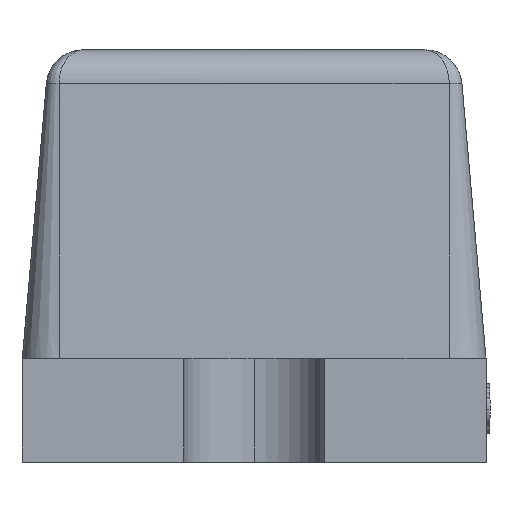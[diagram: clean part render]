
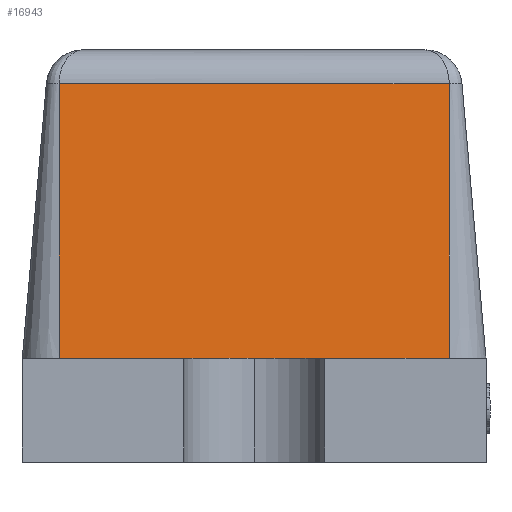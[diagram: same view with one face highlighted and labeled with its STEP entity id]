
A CAD part, left-side view. The second image highlights one B-rep face of the part: STEP entity #16943.
In plain terms, the highlighted planar face has unit normal (-0.996, 0, 0.087).
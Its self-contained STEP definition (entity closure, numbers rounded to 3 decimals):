
#20 = AXIS2_PLACEMENT_3D ( 'NONE', #13437, #13251, #842 ) ;
#112 = LINE ( 'NONE', #12235, #278 ) ;
#181 = CARTESIAN_POINT ( 'NONE',  ( -0.699, 0.462, 0.269 ) ) ;
#278 = VECTOR ( 'NONE', #4012, 1000. ) ;
#622 = CARTESIAN_POINT ( 'NONE',  ( -0.7, -0.462, 0.26 ) ) ;
#639 = CARTESIAN_POINT ( 'NONE',  ( -0.634, 0.525, 1.009 ) ) ;
#659 = VERTEX_POINT ( 'NONE', #7509 ) ;
#764 = VECTOR ( 'NONE', #6261, 1000. ) ;
#842 = DIRECTION ( 'NONE',  ( -0.087, 0., -0.996 ) ) ;
#863 = VERTEX_POINT ( 'NONE', #15762 ) ;
#1502 = VERTEX_POINT ( 'NONE', #12758 ) ;
#1558 = ORIENTED_EDGE ( 'NONE', *, *, #10850, .T. ) ;
#1611 = DIRECTION ( 'NONE',  ( 0., -1., 0. ) ) ;
#1642 = CARTESIAN_POINT ( 'NONE',  ( -0.699, -0.462, 0.27 ) ) ;
#1733 = VERTEX_POINT ( 'NONE', #10800 ) ;
#1807 = CARTESIAN_POINT ( 'NONE',  ( -0.7, 0.525, 0.26 ) ) ;
#2198 = VERTEX_POINT ( 'NONE', #10943 ) ;
#2458 = EDGE_CURVE ( 'NONE', #1733, #863, #4243, .T. ) ;
#2551 = ORIENTED_EDGE ( 'NONE', *, *, #2458, .T. ) ;
#2777 = VECTOR ( 'NONE', #14031, 1000. ) ;
#3318 = FACE_OUTER_BOUND ( 'NONE', #12290, .T. ) ;
#3577 = ORIENTED_EDGE ( 'NONE', *, *, #11128, .T. ) ;
#3884 = VERTEX_POINT ( 'NONE', #8217 ) ;
#3908 = ORIENTED_EDGE ( 'NONE', *, *, #15791, .T. ) ;
#4012 = DIRECTION ( 'NONE',  ( -0.087, 0., -0.996 ) ) ;
#4243 = LINE ( 'NONE', #9623, #15184 ) ;
#5049 = ORIENTED_EDGE ( 'NONE', *, *, #12885, .T. ) ;
#5135 = ORIENTED_EDGE ( 'NONE', *, *, #10813, .F. ) ;
#5824 = LINE ( 'NONE', #1807, #8048 ) ;
#5911 = LINE ( 'NONE', #8353, #6851 ) ;
#6261 = DIRECTION ( 'NONE',  ( -0.087, 0., -0.996 ) ) ;
#6729 = VERTEX_POINT ( 'NONE', #8690 ) ;
#6777 = DIRECTION ( 'NONE',  ( 0., 1., 0. ) ) ;
#6795 = VERTEX_POINT ( 'NONE', #15677 ) ;
#6851 = VECTOR ( 'NONE', #15430, 1000. ) ;
#6968 = LINE ( 'NONE', #9793, #8340 ) ;
#7190 = VECTOR ( 'NONE', #16522, 1000. ) ;
#7442 = CARTESIAN_POINT ( 'NONE',  ( -0.7, 0.462, 0.26 ) ) ;
#7463 = ORIENTED_EDGE ( 'NONE', *, *, #8864, .F. ) ;
#7509 = CARTESIAN_POINT ( 'NONE',  ( -0.699, 0.462, 0.27 ) ) ;
#7613 = DIRECTION ( 'NONE',  ( 0.087, 0., 0.996 ) ) ;
#7911 = EDGE_CURVE ( 'NONE', #1502, #11358, #16240, .T. ) ;
#8048 = VECTOR ( 'NONE', #8536, 1000. ) ;
#8098 = VECTOR ( 'NONE', #9093, 1000. ) ;
#8217 = CARTESIAN_POINT ( 'NONE',  ( -0.634, -0.525, 1.009 ) ) ;
#8340 = VECTOR ( 'NONE', #6777, 1000. ) ;
#8353 = CARTESIAN_POINT ( 'NONE',  ( -0.7, -0.525, 0.26 ) ) ;
#8536 = DIRECTION ( 'NONE',  ( -0.087, 0., -0.996 ) ) ;
#8690 = CARTESIAN_POINT ( 'NONE',  ( -0.699, 0.525, 0.269 ) ) ;
#8864 = EDGE_CURVE ( 'NONE', #3884, #14548, #14581, .T. ) ;
#9093 = DIRECTION ( 'NONE',  ( 0., -1., 0. ) ) ;
#9289 = DIRECTION ( 'NONE',  ( 0., 1., 0. ) ) ;
#9623 = CARTESIAN_POINT ( 'NONE',  ( -0.7, -0.525, 0.26 ) ) ;
#9793 = CARTESIAN_POINT ( 'NONE',  ( -0.699, -0.525, 0.27 ) ) ;
#10380 = CARTESIAN_POINT ( 'NONE',  ( -0.699, -0.525, 0.27 ) ) ;
#10440 = CARTESIAN_POINT ( 'NONE',  ( -0.7, -0.525, 0.26 ) ) ;
#10495 = LINE ( 'NONE', #13339, #10958 ) ;
#10749 = VERTEX_POINT ( 'NONE', #639 ) ;
#10800 = CARTESIAN_POINT ( 'NONE',  ( -0.7, 0.525, 0.26 ) ) ;
#10813 = EDGE_CURVE ( 'NONE', #6795, #863, #5911, .T. ) ;
#10850 = EDGE_CURVE ( 'NONE', #659, #15278, #13123, .T. ) ;
#10938 = ORIENTED_EDGE ( 'NONE', *, *, #11385, .T. ) ;
#10943 = CARTESIAN_POINT ( 'NONE',  ( -0.699, 0.525, 0.27 ) ) ;
#10958 = VECTOR ( 'NONE', #9289, 1000. ) ;
#11128 = EDGE_CURVE ( 'NONE', #3884, #10749, #10495, .T. ) ;
#11358 = VERTEX_POINT ( 'NONE', #1642 ) ;
#11385 = EDGE_CURVE ( 'NONE', #6795, #1502, #12573, .T. ) ;
#11605 = EDGE_CURVE ( 'NONE', #10749, #2198, #5824, .T. ) ;
#11821 = ORIENTED_EDGE ( 'NONE', *, *, #14225, .F. ) ;
#12235 = CARTESIAN_POINT ( 'NONE',  ( -0.7, 0.525, 0.26 ) ) ;
#12290 = EDGE_LOOP ( 'NONE', ( #5135, #10938, #12349, #11821, #7463, #3577, #17584, #5049, #1558, #16277, #3908, #2551 ) ) ;
#12349 = ORIENTED_EDGE ( 'NONE', *, *, #7911, .T. ) ;
#12573 = LINE ( 'NONE', #16437, #7190 ) ;
#12758 = CARTESIAN_POINT ( 'NONE',  ( -0.699, -0.462, 0.269 ) ) ;
#12885 = EDGE_CURVE ( 'NONE', #2198, #659, #17642, .T. ) ;
#12913 = LINE ( 'NONE', #15594, #2777 ) ;
#13123 = LINE ( 'NONE', #7442, #764 ) ;
#13192 = EDGE_CURVE ( 'NONE', #6729, #15278, #12913, .T. ) ;
#13251 = DIRECTION ( 'NONE',  ( -0.996, 0., 0.087 ) ) ;
#13339 = CARTESIAN_POINT ( 'NONE',  ( -0.634, 0.525, 1.009 ) ) ;
#13437 = CARTESIAN_POINT ( 'NONE',  ( -0.7, -0.525, 0.26 ) ) ;
#14031 = DIRECTION ( 'NONE',  ( 0., -1., 0. ) ) ;
#14225 = EDGE_CURVE ( 'NONE', #14548, #11358, #6968, .T. ) ;
#14548 = VERTEX_POINT ( 'NONE', #17868 ) ;
#14581 = LINE ( 'NONE', #10440, #17826 ) ;
#14673 = DIRECTION ( 'NONE',  ( -0.087, 0., -0.996 ) ) ;
#15184 = VECTOR ( 'NONE', #1611, 1000. ) ;
#15278 = VERTEX_POINT ( 'NONE', #181 ) ;
#15430 = DIRECTION ( 'NONE',  ( -0.087, 0., -0.996 ) ) ;
#15594 = CARTESIAN_POINT ( 'NONE',  ( -0.699, -0.525, 0.269 ) ) ;
#15677 = CARTESIAN_POINT ( 'NONE',  ( -0.699, -0.525, 0.269 ) ) ;
#15762 = CARTESIAN_POINT ( 'NONE',  ( -0.7, -0.525, 0.26 ) ) ;
#15791 = EDGE_CURVE ( 'NONE', #6729, #1733, #112, .T. ) ;
#16240 = LINE ( 'NONE', #622, #16311 ) ;
#16277 = ORIENTED_EDGE ( 'NONE', *, *, #13192, .F. ) ;
#16311 = VECTOR ( 'NONE', #7613, 1000. ) ;
#16437 = CARTESIAN_POINT ( 'NONE',  ( -0.699, -0.525, 0.269 ) ) ;
#16522 = DIRECTION ( 'NONE',  ( 0., 1., 0. ) ) ;
#16943 = ADVANCED_FACE ( 'NONE', ( #3318 ), #17315, .T. ) ;
#17315 = PLANE ( 'NONE',  #20 ) ;
#17584 = ORIENTED_EDGE ( 'NONE', *, *, #11605, .T. ) ;
#17642 = LINE ( 'NONE', #10380, #8098 ) ;
#17826 = VECTOR ( 'NONE', #14673, 1000. ) ;
#17868 = CARTESIAN_POINT ( 'NONE',  ( -0.699, -0.525, 0.27 ) ) ;
